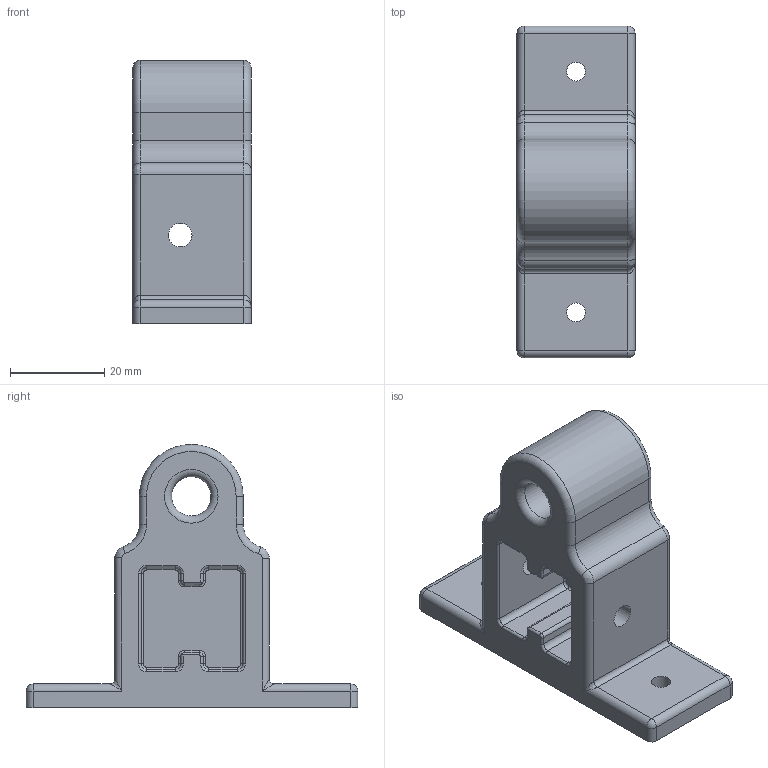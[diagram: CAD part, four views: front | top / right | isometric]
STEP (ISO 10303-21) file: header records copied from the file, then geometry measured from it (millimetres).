
FILE_DESCRIPTION(/* description */ (''),/* implementation_level */ '2;1');
FILE_NAME(/* name */ 'Base_Prensa.step',/* time_stamp */ '2022-12-02T10:52:31-03:00',/* author */ (''),/* organization */ (''),/* preprocessor_version */ 'ST-DEVELOPER v19.2',/* originating_system */ 'Autodesk Translation Framework v11.17.0.187',/* authorisation */ '');
FILE_SCHEMA (('AUTOMOTIVE_DESIGN { 1 0 10303 214 3 1 1 }'));
Length unit declared in the file: millimetre
Products named in the file (2): Base Prensa; Base 
Assembly tree (1 placements, depth 2):
  Base Prensa
    Base 
Bounding box: 25 x 70.3 x 55.75 mm (x, y, z)
Volume: 32815.9 mm3; surface area: 11669.1 mm2
Topology: 1 solids, 1 shells, 132 faces, 307 edges, 174 vertices
Faces by surface type: cylinder 66, torus 28, plane 24, bspline 10, sphere 4
Full cylindrical faces by diameter (mm): 4 x2, 5 x2, 8.35 x1
Entity records: 3926 total; most frequent: CARTESIAN_POINT 804, DIRECTION 719, ORIENTED_EDGE 606, EDGE_CURVE 303, AXIS2_PLACEMENT_3D 295, VERTEX_POINT 174, CIRCLE 160, EDGE_LOOP 143
